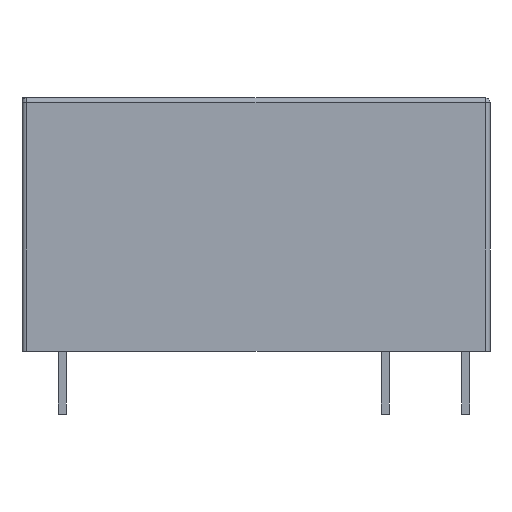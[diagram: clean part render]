
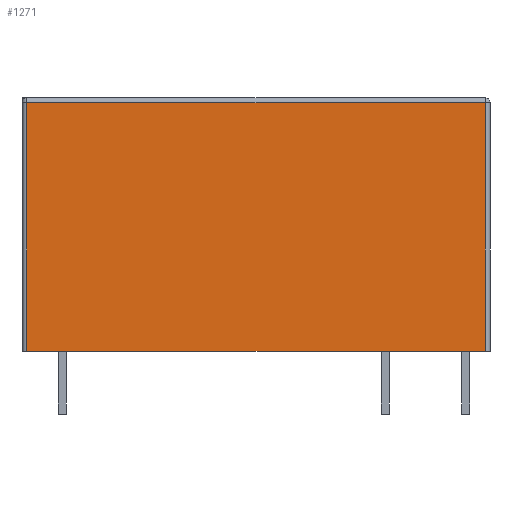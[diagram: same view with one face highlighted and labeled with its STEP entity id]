
A CAD part, front view. The second image highlights one B-rep face of the part: STEP entity #1271.
In plain terms, the highlighted planar face has unit normal (0, -1, 0).
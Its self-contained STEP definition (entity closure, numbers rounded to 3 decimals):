
#76 = ORIENTED_EDGE ( 'NONE', *, *, #1504, .T. ) ;
#86 = ORIENTED_EDGE ( 'NONE', *, *, #1389, .T. ) ;
#136 = ORIENTED_EDGE ( 'NONE', *, *, #1479, .T. ) ;
#138 = ORIENTED_EDGE ( 'NONE', *, *, #1480, .T. ) ;
#162 = VERTEX_POINT ( 'NONE', #480 ) ;
#357 = LINE ( 'NONE', #696, #369 ) ;
#369 = VECTOR ( 'NONE', #703, 1000. ) ;
#407 = FACE_OUTER_BOUND ( 'NONE', #1549, .T. ) ;
#466 = DIRECTION ( 'NONE',  ( 0., 1., 0. ) ) ;
#467 = DIRECTION ( 'NONE',  ( 0., 0., 1. ) ) ;
#480 = CARTESIAN_POINT ( 'NONE',  ( -14.2, -6.35, 15.4 ) ) ;
#653 = PLANE ( 'NONE',  #1312 ) ;
#655 = CARTESIAN_POINT ( 'NONE',  ( -14.5, -6.35, 15.7 ) ) ;
#696 = CARTESIAN_POINT ( 'NONE',  ( -14.5, -6.35, 15.4 ) ) ;
#703 = DIRECTION ( 'NONE',  ( -1., 0., 0. ) ) ;
#980 = VECTOR ( 'NONE', #1202, 1000. ) ;
#982 = LINE ( 'NONE', #1100, #980 ) ;
#1023 = VECTOR ( 'NONE', #1150, 1000. ) ;
#1025 = VECTOR ( 'NONE', #1118, 1000. ) ;
#1026 = LINE ( 'NONE', #1208, #1023 ) ;
#1029 = LINE ( 'NONE', #1119, #1025 ) ;
#1083 = CARTESIAN_POINT ( 'NONE',  ( 14.2, -6.35, 0. ) ) ;
#1100 = CARTESIAN_POINT ( 'NONE',  ( 14.2, -6.35, 15.7 ) ) ;
#1118 = DIRECTION ( 'NONE',  ( 0., 0., -1. ) ) ;
#1119 = CARTESIAN_POINT ( 'NONE',  ( -14.2, -6.35, 15.7 ) ) ;
#1150 = DIRECTION ( 'NONE',  ( 1., 0., 0. ) ) ;
#1186 = CARTESIAN_POINT ( 'NONE',  ( 14.2, -6.35, 15.4 ) ) ;
#1190 = CARTESIAN_POINT ( 'NONE',  ( -14.2, -6.35, 0. ) ) ;
#1202 = DIRECTION ( 'NONE',  ( 0., 0., 1. ) ) ;
#1208 = CARTESIAN_POINT ( 'NONE',  ( -14.5, -6.35, 0. ) ) ;
#1271 = ADVANCED_FACE ( 'NONE', ( #407 ), #653, .F. ) ;
#1312 = AXIS2_PLACEMENT_3D ( 'NONE', #655, #466, #467 ) ;
#1389 = EDGE_CURVE ( 'NONE', #1527, #162, #357, .T. ) ;
#1479 = EDGE_CURVE ( 'NONE', #162, #1559, #1029, .T. ) ;
#1480 = EDGE_CURVE ( 'NONE', #1559, #1575, #1026, .T. ) ;
#1504 = EDGE_CURVE ( 'NONE', #1575, #1527, #982, .T. ) ;
#1527 = VERTEX_POINT ( 'NONE', #1186 ) ;
#1549 = EDGE_LOOP ( 'NONE', ( #138, #76, #86, #136 ) ) ;
#1559 = VERTEX_POINT ( 'NONE', #1190 ) ;
#1575 = VERTEX_POINT ( 'NONE', #1083 ) ;
